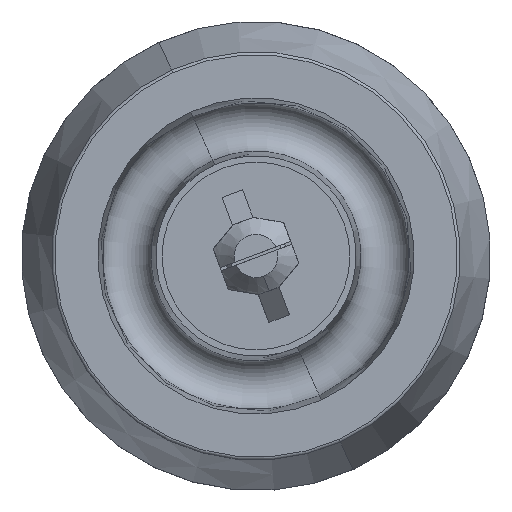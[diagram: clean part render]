
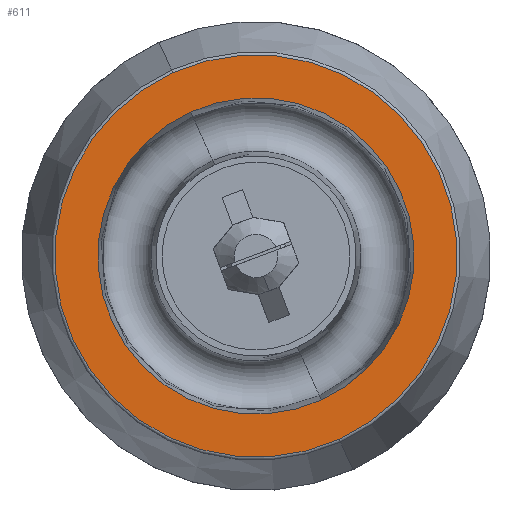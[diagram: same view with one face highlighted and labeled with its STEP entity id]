
A CAD part, front view. The second image highlights one B-rep face of the part: STEP entity #611.
In plain terms, the highlighted planar face has unit normal (0, -1, 0).
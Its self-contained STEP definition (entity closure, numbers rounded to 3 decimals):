
#59 = ORIENTED_EDGE ( 'NONE', *, *, #4288, .T. ) ;
#108 = FACE_OUTER_BOUND ( 'NONE', #1280, .T. ) ;
#302 = CARTESIAN_POINT ( 'NONE',  ( 1.834, 20.838, -26.675 ) ) ;
#447 = CIRCLE ( 'NONE', #2167, 25.25 ) ;
#539 = DIRECTION ( 'NONE',  ( 0., -1., 0. ) ) ;
#573 = AXIS2_PLACEMENT_3D ( 'NONE', #1343, #539, #1688 ) ;
#611 = ADVANCED_FACE ( 'NONE', ( #108, #3996 ), #4951, .T. ) ;
#618 = DIRECTION ( 'NONE',  ( 0.413, 0., -0.911 ) ) ;
#670 = CARTESIAN_POINT ( 'NONE',  ( 31.429, 20.838, -13.243 ) ) ;
#838 = CARTESIAN_POINT ( 'NONE',  ( -8.602, 20.838, -3.682 ) ) ;
#1081 = DIRECTION ( 'NONE',  ( 0.413, 0., -0.911 ) ) ;
#1124 = ORIENTED_EDGE ( 'NONE', *, *, #2302, .F. ) ;
#1187 = CIRCLE ( 'NONE', #573, 32.126 ) ;
#1280 = EDGE_LOOP ( 'NONE', ( #3858, #59 ) ) ;
#1343 = CARTESIAN_POINT ( 'NONE',  ( 1.834, 20.838, -26.675 ) ) ;
#1355 = CIRCLE ( 'NONE', #4986, 32.126 ) ;
#1466 = DIRECTION ( 'NONE',  ( 0.413, 0., -0.911 ) ) ;
#1688 = DIRECTION ( 'NONE',  ( 0.413, 0., -0.911 ) ) ;
#1725 = VERTEX_POINT ( 'NONE', #4869 ) ;
#1799 = CARTESIAN_POINT ( 'NONE',  ( 1.834, 20.838, -26.675 ) ) ;
#2167 = AXIS2_PLACEMENT_3D ( 'NONE', #1799, #4511, #618 ) ;
#2267 = EDGE_CURVE ( 'NONE', #1725, #4833, #447, .T. ) ;
#2302 = EDGE_CURVE ( 'NONE', #4833, #1725, #3071, .T. ) ;
#2336 = AXIS2_PLACEMENT_3D ( 'NONE', #302, #3015, #1081 ) ;
#2441 = CARTESIAN_POINT ( 'NONE',  ( 15.112, 20.838, -55.928 ) ) ;
#2952 = ORIENTED_EDGE ( 'NONE', *, *, #2267, .F. ) ;
#3015 = DIRECTION ( 'NONE',  ( 0., -1., 0. ) ) ;
#3024 = EDGE_LOOP ( 'NONE', ( #2952, #1124 ) ) ;
#3071 = CIRCLE ( 'NONE', #2336, 25.25 ) ;
#3417 = DIRECTION ( 'NONE',  ( 0., -1., 0. ) ) ;
#3488 = VERTEX_POINT ( 'NONE', #2441 ) ;
#3817 = CARTESIAN_POINT ( 'NONE',  ( 1.834, 20.838, -26.675 ) ) ;
#3858 = ORIENTED_EDGE ( 'NONE', *, *, #4094, .T. ) ;
#3996 = FACE_BOUND ( 'NONE', #3024, .T. ) ;
#4094 = EDGE_CURVE ( 'NONE', #3488, #4243, #1187, .T. ) ;
#4135 = CARTESIAN_POINT ( 'NONE',  ( -11.443, 20.838, 2.579 ) ) ;
#4243 = VERTEX_POINT ( 'NONE', #4135 ) ;
#4288 = EDGE_CURVE ( 'NONE', #4243, #3488, #1355, .T. ) ;
#4382 = AXIS2_PLACEMENT_3D ( 'NONE', #670, #4935, #4573 ) ;
#4511 = DIRECTION ( 'NONE',  ( 0., -1., 0. ) ) ;
#4573 = DIRECTION ( 'NONE',  ( 0.413, 0., -0.911 ) ) ;
#4833 = VERTEX_POINT ( 'NONE', #838 ) ;
#4869 = CARTESIAN_POINT ( 'NONE',  ( 12.27, 20.838, -49.667 ) ) ;
#4935 = DIRECTION ( 'NONE',  ( 0., -1., 0. ) ) ;
#4951 = PLANE ( 'NONE',  #4382 ) ;
#4986 = AXIS2_PLACEMENT_3D ( 'NONE', #3817, #3417, #1466 ) ;
